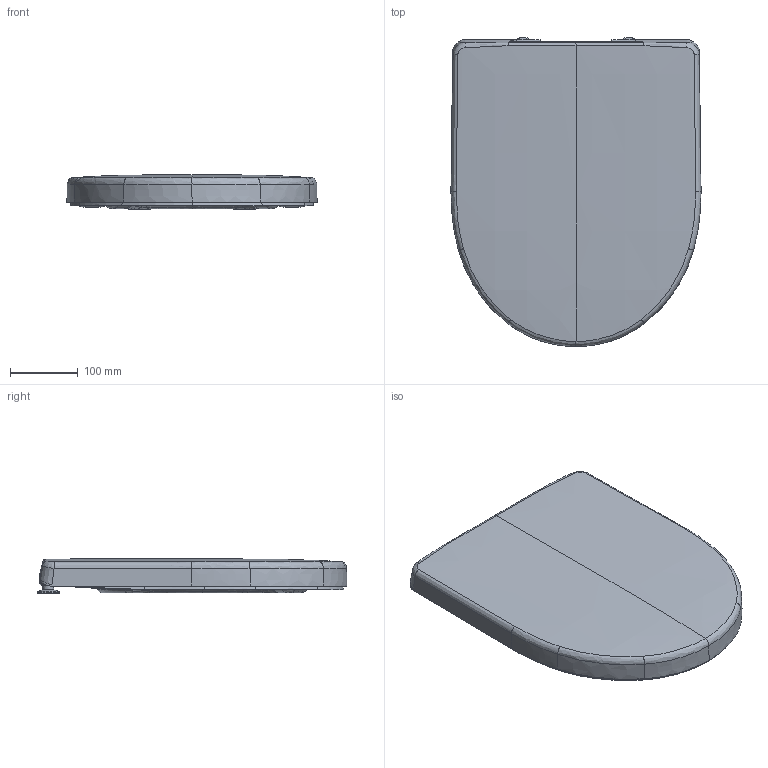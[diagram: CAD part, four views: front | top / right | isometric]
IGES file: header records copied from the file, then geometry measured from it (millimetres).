
Global section: file name: 573070000; native system: Autodesk Inventor 2018; preprocessor: unknown; author: JANAN; date: 20200706.111254; units: millimetre
Bounding box: 368.52 x 456.13 x 50.72 mm (x, y, z)
Volume: 1742301.3 mm3; surface area: 590464.8 mm2
Topology: 4 solids, 4 shells, 496 faces, 1284 edges, 783 vertices
Faces by surface type: bspline 496
